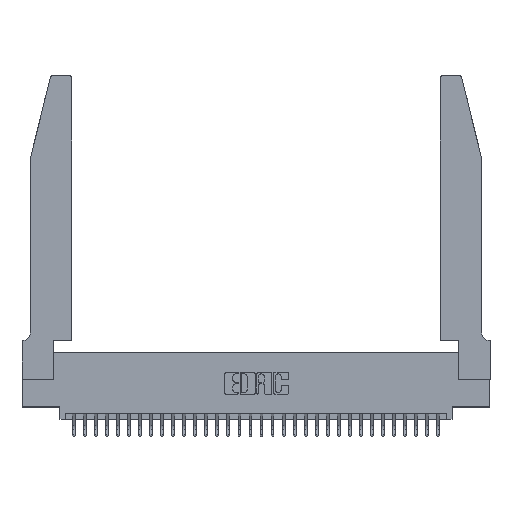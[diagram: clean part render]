
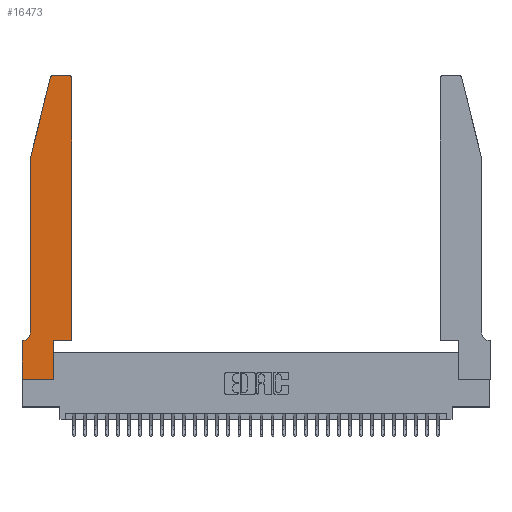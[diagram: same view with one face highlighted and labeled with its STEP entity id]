
A CAD part, top view. The second image highlights one B-rep face of the part: STEP entity #16473.
In plain terms, the highlighted planar face has unit normal (0, 0, 1).
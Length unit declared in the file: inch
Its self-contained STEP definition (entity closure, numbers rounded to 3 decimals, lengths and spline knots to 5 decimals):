
#8 = LINE ( 'NONE', #27148, #19488 ) ;
#17 = AXIS2_PLACEMENT_3D ( 'NONE', #17289, #2105, #19851 ) ;
#129 = CIRCLE ( 'NONE', #22472, 0.03 ) ;
#249 = CARTESIAN_POINT ( 'NONE',  ( 0.4205, 2.75, 0.37 ) ) ;
#380 = LINE ( 'NONE', #9875, #6317 ) ;
#1415 = DIRECTION ( 'NONE',  ( 1., 0., 0. ) ) ;
#1543 = EDGE_CURVE ( 'NONE', #4163, #29015, #22914, .T. ) ;
#2105 = DIRECTION ( 'NONE',  ( 0., 0., 1. ) ) ;
#2839 = ORIENTED_EDGE ( 'NONE', *, *, #1543, .T. ) ;
#3128 = FACE_OUTER_BOUND ( 'NONE', #12627, .T. ) ;
#3479 = CARTESIAN_POINT ( 'NONE',  ( 0., 0., 0.37 ) ) ;
#4163 = VERTEX_POINT ( 'NONE', #29751 ) ;
#4264 = EDGE_CURVE ( 'NONE', #23806, #27748, #29138, .T. ) ;
#4284 = ORIENTED_EDGE ( 'NONE', *, *, #27376, .T. ) ;
#4703 = DIRECTION ( 'NONE',  ( 0., 0., 1. ) ) ;
#5603 = EDGE_CURVE ( 'NONE', #24162, #4163, #29051, .T. ) ;
#5913 = ORIENTED_EDGE ( 'NONE', *, *, #21653, .T. ) ;
#6317 = VECTOR ( 'NONE', #25167, 39.37008 ) ;
#6551 = DIRECTION ( 'NONE',  ( -1., 0., 0. ) ) ;
#6621 = EDGE_CURVE ( 'NONE', #29015, #26850, #8, .T. ) ;
#6949 = DIRECTION ( 'NONE',  ( 0., 0., -1. ) ) ;
#7014 = VECTOR ( 'NONE', #31183, 39.37008 ) ;
#7268 = CARTESIAN_POINT ( 'NONE',  ( 0.0755, 0.35, 0.37 ) ) ;
#8635 = CARTESIAN_POINT ( 'NONE',  ( 0.0055, 0.35, 0.37 ) ) ;
#8638 = VERTEX_POINT ( 'NONE', #32704 ) ;
#8907 = CARTESIAN_POINT ( 'NONE',  ( 0.4505, 0.35, 0.37 ) ) ;
#8959 = ORIENTED_EDGE ( 'NONE', *, *, #22706, .T. ) ;
#9524 = VECTOR ( 'NONE', #18313, 39.37008 ) ;
#9572 = EDGE_CURVE ( 'NONE', #32525, #8638, #13749, .T. ) ;
#9712 = CIRCLE ( 'NONE', #28414, 0.07 ) ;
#9791 = DIRECTION ( 'NONE',  ( -1., 0., 0. ) ) ;
#9875 = CARTESIAN_POINT ( 'NONE',  ( 0.0755, 2., 0.37 ) ) ;
#10109 = CARTESIAN_POINT ( 'NONE',  ( 0.284, 2.75, 0.37 ) ) ;
#10272 = VERTEX_POINT ( 'NONE', #10295 ) ;
#10295 = CARTESIAN_POINT ( 'NONE',  ( 0.25487, 2.72718, 0.37 ) ) ;
#11211 = LINE ( 'NONE', #14390, #31501 ) ;
#11357 = ORIENTED_EDGE ( 'NONE', *, *, #4264, .T. ) ;
#11612 = DIRECTION ( 'NONE',  ( 0., 0., 1. ) ) ;
#11821 = EDGE_CURVE ( 'NONE', #14624, #24162, #28397, .T. ) ;
#12581 = EDGE_CURVE ( 'NONE', #25396, #10272, #129, .T. ) ;
#12627 = EDGE_LOOP ( 'NONE', ( #30692, #27432, #4284, #19295, #8959, #11357, #16275, #32501, #31122, #2839, #24452, #5913 ) ) ;
#12645 = EDGE_CURVE ( 'NONE', #27748, #14624, #11211, .T. ) ;
#12737 = CARTESIAN_POINT ( 'NONE',  ( 0.2865, 0., 0.37 ) ) ;
#13384 = CARTESIAN_POINT ( 'NONE',  ( 0.0755, 2., 0.37 ) ) ;
#13749 = LINE ( 'NONE', #13384, #7014 ) ;
#14390 = CARTESIAN_POINT ( 'NONE',  ( 0., 0., 0.37 ) ) ;
#14624 = VERTEX_POINT ( 'NONE', #17741 ) ;
#14706 = PLANE ( 'NONE',  #17 ) ;
#16120 = VECTOR ( 'NONE', #1415, 39.37008 ) ;
#16275 = ORIENTED_EDGE ( 'NONE', *, *, #12645, .T. ) ;
#16473 = ADVANCED_FACE ( 'NONE', ( #3128 ), #14706, .T. ) ;
#17289 = CARTESIAN_POINT ( 'NONE',  ( 0., 0.35, 0.37 ) ) ;
#17741 = CARTESIAN_POINT ( 'NONE',  ( 0., 0., 0.37 ) ) ;
#18313 = DIRECTION ( 'NONE',  ( 0., 1., 0. ) ) ;
#19295 = ORIENTED_EDGE ( 'NONE', *, *, #9572, .T. ) ;
#19488 = VECTOR ( 'NONE', #29717, 39.37008 ) ;
#19851 = DIRECTION ( 'NONE',  ( 1., 0., 0. ) ) ;
#19921 = CARTESIAN_POINT ( 'NONE',  ( 0.4205, 2.72, 0.37 ) ) ;
#21344 = CIRCLE ( 'NONE', #32027, 0.03 ) ;
#21377 = CARTESIAN_POINT ( 'NONE',  ( 0.4505, 2.72, 0.37 ) ) ;
#21623 = VECTOR ( 'NONE', #23813, 39.37008 ) ;
#21653 = EDGE_CURVE ( 'NONE', #26850, #23603, #21344, .T. ) ;
#21773 = CARTESIAN_POINT ( 'NONE',  ( 0.2605, 2.75, 0.37 ) ) ;
#21968 = DIRECTION ( 'NONE',  ( 0., -1., 0. ) ) ;
#22182 = CARTESIAN_POINT ( 'NONE',  ( 0.0055, 0.42, 0.37 ) ) ;
#22468 = DIRECTION ( 'NONE',  ( 1., 0., 0. ) ) ;
#22472 = AXIS2_PLACEMENT_3D ( 'NONE', #26869, #11612, #29438 ) ;
#22706 = EDGE_CURVE ( 'NONE', #8638, #23806, #9712, .T. ) ;
#22914 = LINE ( 'NONE', #8907, #16120 ) ;
#23603 = VERTEX_POINT ( 'NONE', #249 ) ;
#23806 = VERTEX_POINT ( 'NONE', #8635 ) ;
#23813 = DIRECTION ( 'NONE',  ( 1., 0., 0. ) ) ;
#24142 = CARTESIAN_POINT ( 'NONE',  ( 0., 0.35, 0.37 ) ) ;
#24162 = VERTEX_POINT ( 'NONE', #12737 ) ;
#24452 = ORIENTED_EDGE ( 'NONE', *, *, #6621, .T. ) ;
#24529 = CARTESIAN_POINT ( 'NONE',  ( 0.4505, 0.35, 0.37 ) ) ;
#24775 = DIRECTION ( 'NONE',  ( -1., 0., 0. ) ) ;
#25167 = DIRECTION ( 'NONE',  ( -0.239, -0.971, 0. ) ) ;
#25330 = CARTESIAN_POINT ( 'NONE',  ( 0.0755, 2., 0.37 ) ) ;
#25396 = VERTEX_POINT ( 'NONE', #10109 ) ;
#26590 = LINE ( 'NONE', #21773, #27382 ) ;
#26850 = VERTEX_POINT ( 'NONE', #21377 ) ;
#26869 = CARTESIAN_POINT ( 'NONE',  ( 0.284, 2.72, 0.37 ) ) ;
#27148 = CARTESIAN_POINT ( 'NONE',  ( 0.4505, 0.35, 0.37 ) ) ;
#27376 = EDGE_CURVE ( 'NONE', #10272, #32525, #380, .T. ) ;
#27382 = VECTOR ( 'NONE', #6551, 39.37008 ) ;
#27432 = ORIENTED_EDGE ( 'NONE', *, *, #12581, .T. ) ;
#27748 = VERTEX_POINT ( 'NONE', #24142 ) ;
#27771 = EDGE_CURVE ( 'NONE', #23603, #25396, #26590, .T. ) ;
#28333 = VECTOR ( 'NONE', #9791, 39.37008 ) ;
#28397 = LINE ( 'NONE', #3479, #21623 ) ;
#28414 = AXIS2_PLACEMENT_3D ( 'NONE', #22182, #6949, #24775 ) ;
#29015 = VERTEX_POINT ( 'NONE', #24529 ) ;
#29051 = LINE ( 'NONE', #30970, #9524 ) ;
#29138 = LINE ( 'NONE', #7268, #28333 ) ;
#29438 = DIRECTION ( 'NONE',  ( 1., 0., 0. ) ) ;
#29717 = DIRECTION ( 'NONE',  ( 0., 1., 0. ) ) ;
#29751 = CARTESIAN_POINT ( 'NONE',  ( 0.2865, 0.35, 0.37 ) ) ;
#30692 = ORIENTED_EDGE ( 'NONE', *, *, #27771, .T. ) ;
#30970 = CARTESIAN_POINT ( 'NONE',  ( 0.2865, 0.35, 0.37 ) ) ;
#31122 = ORIENTED_EDGE ( 'NONE', *, *, #5603, .T. ) ;
#31183 = DIRECTION ( 'NONE',  ( 0., -1., 0. ) ) ;
#31501 = VECTOR ( 'NONE', #21968, 39.37008 ) ;
#32027 = AXIS2_PLACEMENT_3D ( 'NONE', #19921, #4703, #22468 ) ;
#32501 = ORIENTED_EDGE ( 'NONE', *, *, #11821, .T. ) ;
#32525 = VERTEX_POINT ( 'NONE', #25330 ) ;
#32704 = CARTESIAN_POINT ( 'NONE',  ( 0.0755, 0.42, 0.37 ) ) ;
